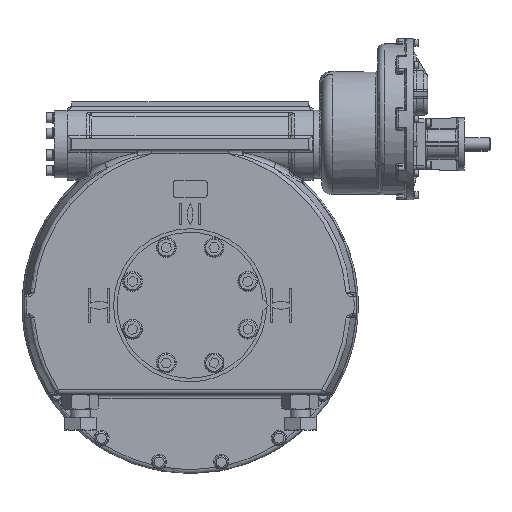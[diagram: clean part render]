
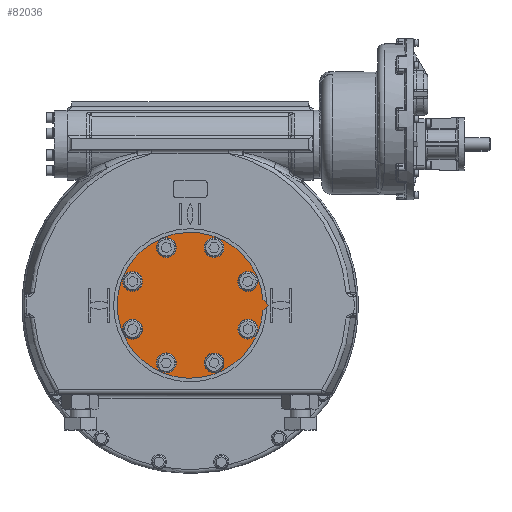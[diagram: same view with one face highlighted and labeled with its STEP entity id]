
A CAD part, top view. The second image highlights one B-rep face of the part: STEP entity #82036.
In plain terms, the highlighted planar face has unit normal (0, 0, 1).
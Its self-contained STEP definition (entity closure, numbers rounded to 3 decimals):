
#3058=CIRCLE('',#83051,23.5);
#3063=CIRCLE('',#83068,23.5);
#3068=CIRCLE('',#83085,23.5);
#3073=CIRCLE('',#83102,23.5);
#3078=CIRCLE('',#83119,23.5);
#3083=CIRCLE('',#83136,23.5);
#3088=CIRCLE('',#83153,23.5);
#3093=CIRCLE('',#83170,23.5);
#3968=CIRCLE('',#87567,172.5);
#25533=ORIENTED_EDGE('',*,*,#29250,.F.);
#25534=ORIENTED_EDGE('',*,*,#29273,.F.);
#25535=ORIENTED_EDGE('',*,*,#29296,.F.);
#25536=ORIENTED_EDGE('',*,*,#29319,.F.);
#25537=ORIENTED_EDGE('',*,*,#29342,.F.);
#25538=ORIENTED_EDGE('',*,*,#29365,.F.);
#25539=ORIENTED_EDGE('',*,*,#29388,.F.);
#25540=ORIENTED_EDGE('',*,*,#29411,.F.);
#25541=ORIENTED_EDGE('',*,*,#39295,.T.);
#25542=ORIENTED_EDGE('',*,*,#39296,.T.);
#25543=ORIENTED_EDGE('',*,*,#39297,.T.);
#29250=EDGE_CURVE('',#41120,#41120,#3058,.T.);
#29273=EDGE_CURVE('',#41137,#41137,#3063,.T.);
#29296=EDGE_CURVE('',#41154,#41154,#3068,.T.);
#29319=EDGE_CURVE('',#41171,#41171,#3073,.T.);
#29342=EDGE_CURVE('',#41188,#41188,#3078,.T.);
#29365=EDGE_CURVE('',#41205,#41205,#3083,.T.);
#29388=EDGE_CURVE('',#41222,#41222,#3088,.T.);
#29411=EDGE_CURVE('',#41239,#41239,#3093,.T.);
#39295=EDGE_CURVE('',#47643,#47644,#56101,.T.);
#39296=EDGE_CURVE('',#47644,#47645,#56102,.T.);
#39297=EDGE_CURVE('',#47645,#47643,#3968,.T.);
#41120=VERTEX_POINT('',#110697);
#41137=VERTEX_POINT('',#110749);
#41154=VERTEX_POINT('',#110801);
#41171=VERTEX_POINT('',#110853);
#41188=VERTEX_POINT('',#110905);
#41205=VERTEX_POINT('',#110957);
#41222=VERTEX_POINT('',#111009);
#41239=VERTEX_POINT('',#111061);
#47643=VERTEX_POINT('',#145242);
#47644=VERTEX_POINT('',#145243);
#47645=VERTEX_POINT('',#145245);
#56101=LINE('',#145241,#64180);
#56102=LINE('',#145244,#64181);
#64180=VECTOR('',#105950,1000.);
#64181=VECTOR('',#105951,1000.);
#68782=EDGE_LOOP('',(#25533));
#68783=EDGE_LOOP('',(#25534));
#68784=EDGE_LOOP('',(#25535));
#68785=EDGE_LOOP('',(#25536));
#68786=EDGE_LOOP('',(#25537));
#68787=EDGE_LOOP('',(#25538));
#68788=EDGE_LOOP('',(#25539));
#68789=EDGE_LOOP('',(#25540));
#68790=EDGE_LOOP('',(#25541,#25542,#25543));
#73768=FACE_BOUND('',#68782,.T.);
#73769=FACE_BOUND('',#68783,.T.);
#73770=FACE_BOUND('',#68784,.T.);
#73771=FACE_BOUND('',#68785,.T.);
#73772=FACE_BOUND('',#68786,.T.);
#73773=FACE_BOUND('',#68787,.T.);
#73774=FACE_BOUND('',#68788,.T.);
#73775=FACE_BOUND('',#68789,.T.);
#73776=FACE_BOUND('',#68790,.T.);
#77891=PLANE('',#87566);
#82036=ADVANCED_FACE('',(#73768,#73769,#73770,#73771,#73772,#73773,#73774,
#73775,#73776),#77891,.T.);
#83051=AXIS2_PLACEMENT_3D('',#110696,#89477,#89478);
#83068=AXIS2_PLACEMENT_3D('',#110748,#89529,#89530);
#83085=AXIS2_PLACEMENT_3D('',#110800,#89581,#89582);
#83102=AXIS2_PLACEMENT_3D('',#110852,#89633,#89634);
#83119=AXIS2_PLACEMENT_3D('',#110904,#89685,#89686);
#83136=AXIS2_PLACEMENT_3D('',#110956,#89737,#89738);
#83153=AXIS2_PLACEMENT_3D('',#111008,#89789,#89790);
#83170=AXIS2_PLACEMENT_3D('',#111060,#89841,#89842);
#87566=AXIS2_PLACEMENT_3D('',#145240,#105948,#105949);
#87567=AXIS2_PLACEMENT_3D('',#145246,#105952,#105953);
#89477=DIRECTION('',(0.,0.,1.));
#89478=DIRECTION('',(1.,0.,0.));
#89529=DIRECTION('',(0.,0.,1.));
#89530=DIRECTION('',(0.707,-0.707,0.));
#89581=DIRECTION('',(0.,0.,1.));
#89582=DIRECTION('',(0.,1.,0.));
#89633=DIRECTION('',(0.,0.,1.));
#89634=DIRECTION('',(0.707,0.707,0.));
#89685=DIRECTION('',(0.,0.,1.));
#89686=DIRECTION('',(-1.,0.,0.));
#89737=DIRECTION('',(0.,0.,1.));
#89738=DIRECTION('',(-0.707,0.707,0.));
#89789=DIRECTION('',(0.,0.,1.));
#89790=DIRECTION('',(0.,-1.,0.));
#89841=DIRECTION('',(0.,0.,1.));
#89842=DIRECTION('',(-0.707,-0.707,0.));
#105948=DIRECTION('',(0.,0.,1.));
#105949=DIRECTION('',(1.,0.,0.));
#105950=DIRECTION('',(0.707,0.707,0.));
#105951=DIRECTION('',(-0.707,0.707,0.));
#105952=DIRECTION('',(0.,0.,1.));
#105953=DIRECTION('',(1.,0.,0.));
#110696=CARTESIAN_POINT('',(136.272,-56.446,90.75));
#110697=CARTESIAN_POINT('',(159.772,-56.446,90.75));
#110748=CARTESIAN_POINT('',(56.446,-136.272,90.75));
#110749=CARTESIAN_POINT('',(73.063,-152.889,90.75));
#110800=CARTESIAN_POINT('',(56.446,136.272,90.75));
#110801=CARTESIAN_POINT('',(56.446,159.772,90.75));
#110852=CARTESIAN_POINT('',(136.272,56.446,90.75));
#110853=CARTESIAN_POINT('',(152.889,73.063,90.75));
#110904=CARTESIAN_POINT('',(-136.272,56.446,90.75));
#110905=CARTESIAN_POINT('',(-159.772,56.446,90.75));
#110956=CARTESIAN_POINT('',(-56.446,136.272,90.75));
#110957=CARTESIAN_POINT('',(-73.063,152.889,90.75));
#111008=CARTESIAN_POINT('',(-56.446,-136.272,90.75));
#111009=CARTESIAN_POINT('',(-56.446,-159.772,90.75));
#111060=CARTESIAN_POINT('',(-136.272,-56.446,90.75));
#111061=CARTESIAN_POINT('',(-152.889,-73.063,90.75));
#145240=CARTESIAN_POINT('',(0.,0.,90.75));
#145241=CARTESIAN_POINT('',(185.,0.,90.75));
#145242=CARTESIAN_POINT('',(172.01,-12.99,90.75));
#145243=CARTESIAN_POINT('',(185.,0.,90.75));
#145244=CARTESIAN_POINT('',(185.,0.,90.75));
#145245=CARTESIAN_POINT('',(172.01,12.99,90.75));
#145246=CARTESIAN_POINT('',(0.,0.,90.75));
